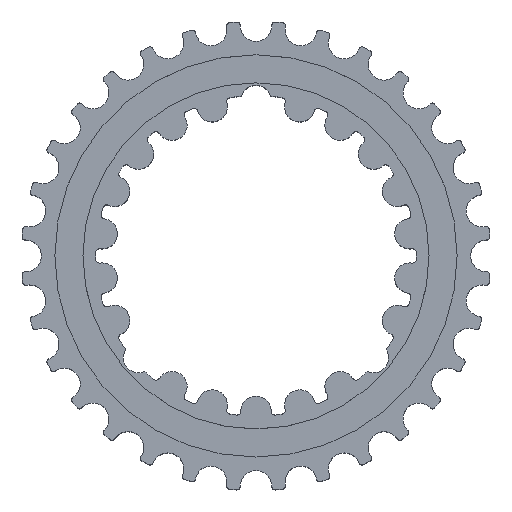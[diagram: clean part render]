
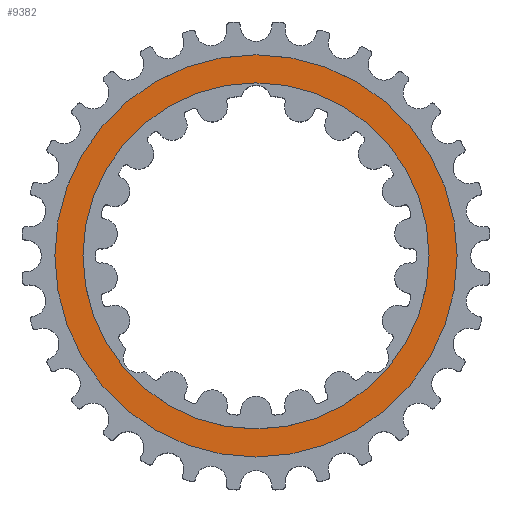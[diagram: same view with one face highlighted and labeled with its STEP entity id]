
A CAD part, top view. The second image highlights one B-rep face of the part: STEP entity #9382.
In plain terms, the highlighted planar face has unit normal (0, 0, 1).
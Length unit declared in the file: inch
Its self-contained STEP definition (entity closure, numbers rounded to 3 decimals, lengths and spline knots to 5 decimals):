
#480 = DIRECTION ( 'NONE',  ( 0., 0., 1. ) ) ;
#661 = DIRECTION ( 'NONE',  ( 0., 0., 1. ) ) ;
#719 = CARTESIAN_POINT ( 'NONE',  ( 0., 0., 0.25625 ) ) ;
#1059 = CARTESIAN_POINT ( 'NONE',  ( 1.15492, 0., 0.25625 ) ) ;
#1100 = ORIENTED_EDGE ( 'NONE', *, *, #2139, .T. ) ;
#1280 = PLANE ( 'NONE',  #3265 ) ;
#1367 = CARTESIAN_POINT ( 'NONE',  ( 0., 0., 0.25625 ) ) ;
#1490 = VERTEX_POINT ( 'NONE', #9048 ) ;
#1853 = VERTEX_POINT ( 'NONE', #1059 ) ;
#2139 = EDGE_CURVE ( 'NONE', #5488, #1490, #6291, .T. ) ;
#2156 = DIRECTION ( 'NONE',  ( 1., 0., 0. ) ) ;
#2372 = CIRCLE ( 'NONE', #4827, 1.15492 ) ;
#2824 = EDGE_CURVE ( 'NONE', #1490, #5488, #7918, .T. ) ;
#2930 = CARTESIAN_POINT ( 'NONE',  ( -1.15492, 0., 0.25625 ) ) ;
#3181 = AXIS2_PLACEMENT_3D ( 'NONE', #3411, #480, #3272 ) ;
#3265 = AXIS2_PLACEMENT_3D ( 'NONE', #1367, #4244, #2156 ) ;
#3272 = DIRECTION ( 'NONE',  ( 1., 0., 0. ) ) ;
#3411 = CARTESIAN_POINT ( 'NONE',  ( 0., 0., 0.25625 ) ) ;
#3593 = AXIS2_PLACEMENT_3D ( 'NONE', #9356, #9309, #8763 ) ;
#3636 = CIRCLE ( 'NONE', #3181, 1.15492 ) ;
#3764 = EDGE_LOOP ( 'NONE', ( #9502, #8752 ) ) ;
#4196 = FACE_OUTER_BOUND ( 'NONE', #8930, .T. ) ;
#4244 = DIRECTION ( 'NONE',  ( 0., 0., 1. ) ) ;
#4827 = AXIS2_PLACEMENT_3D ( 'NONE', #719, #8251, #7486 ) ;
#4849 = EDGE_CURVE ( 'NONE', #1853, #6641, #3636, .T. ) ;
#5488 = VERTEX_POINT ( 'NONE', #6009 ) ;
#6009 = CARTESIAN_POINT ( 'NONE',  ( -1.34242, 0., 0.25625 ) ) ;
#6291 = CIRCLE ( 'NONE', #8761, 1.34242 ) ;
#6512 = FACE_BOUND ( 'NONE', #3764, .T. ) ;
#6544 = DIRECTION ( 'NONE',  ( 1., 0., 0. ) ) ;
#6641 = VERTEX_POINT ( 'NONE', #2930 ) ;
#6748 = CARTESIAN_POINT ( 'NONE',  ( 0., 0., 0.25625 ) ) ;
#7153 = EDGE_CURVE ( 'NONE', #6641, #1853, #2372, .T. ) ;
#7486 = DIRECTION ( 'NONE',  ( 1., 0., 0. ) ) ;
#7918 = CIRCLE ( 'NONE', #3593, 1.34242 ) ;
#8251 = DIRECTION ( 'NONE',  ( 0., 0., 1. ) ) ;
#8752 = ORIENTED_EDGE ( 'NONE', *, *, #7153, .F. ) ;
#8761 = AXIS2_PLACEMENT_3D ( 'NONE', #6748, #661, #6544 ) ;
#8763 = DIRECTION ( 'NONE',  ( 1., 0., 0. ) ) ;
#8930 = EDGE_LOOP ( 'NONE', ( #9203, #1100 ) ) ;
#9048 = CARTESIAN_POINT ( 'NONE',  ( 1.34242, 0., 0.25625 ) ) ;
#9203 = ORIENTED_EDGE ( 'NONE', *, *, #2824, .T. ) ;
#9309 = DIRECTION ( 'NONE',  ( 0., 0., 1. ) ) ;
#9356 = CARTESIAN_POINT ( 'NONE',  ( 0., 0., 0.25625 ) ) ;
#9382 = ADVANCED_FACE ( 'NONE', ( #6512, #4196 ), #1280, .T. ) ;
#9502 = ORIENTED_EDGE ( 'NONE', *, *, #4849, .F. ) ;
